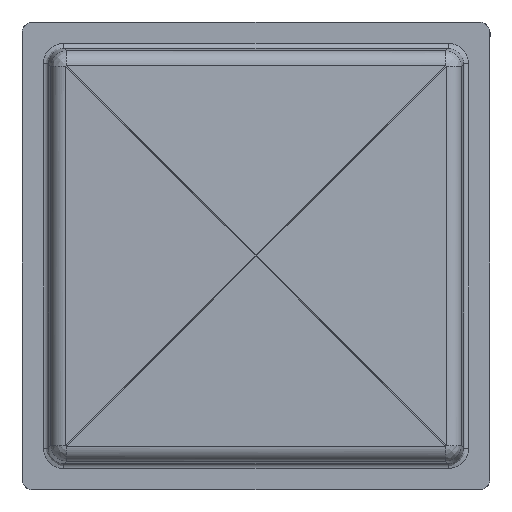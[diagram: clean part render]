
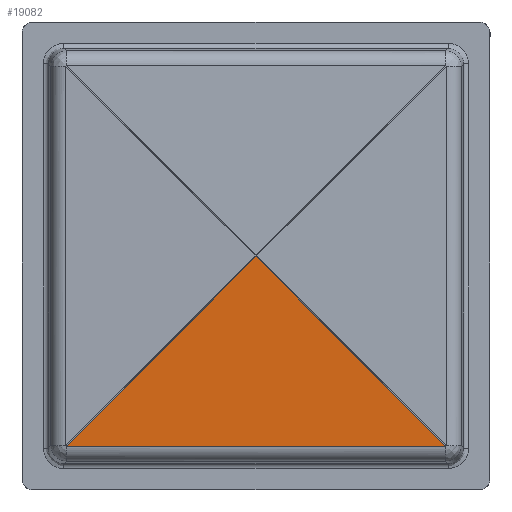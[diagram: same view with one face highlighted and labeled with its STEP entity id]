
A CAD part, top view. The second image highlights one B-rep face of the part: STEP entity #19082.
In plain terms, the highlighted cylindrical face has radius 3837.2 mm (diameter 7674.4 mm), a partial arc.
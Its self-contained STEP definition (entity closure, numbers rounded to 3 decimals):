
#724 = CYLINDRICAL_SURFACE ( 'NONE', #180901, 3837.2 ) ;
#784 = CARTESIAN_POINT ( 'NONE',  ( 1918.873, 2755.686, 34.765 ) ) ;
#2628 = DIRECTION ( 'NONE',  ( -1., 0., 0. ) ) ;
#4322 = VERTEX_POINT ( 'NONE', #30401 ) ;
#14246 = CARTESIAN_POINT ( 'NONE',  ( 1676.057, 2818.577, 36.734 ) ) ;
#18625 = CARTESIAN_POINT ( 'NONE',  ( 1786.176, 2888.896, 37.8 ) ) ;
#19082 = ADVANCED_FACE ( 'NONE', ( #37509 ), #724, .T. ) ;
#19724 = CARTESIAN_POINT ( 'NONE',  ( 1856.521, 2818.279, 36.727 ) ) ;
#21102 = EDGE_LOOP ( 'NONE', ( #110733, #114938, #178777 ) ) ;
#25776 = CARTESIAN_POINT ( 'NONE',  ( 1686.786, 2829.348, 36.974 ) ) ;
#30401 = CARTESIAN_POINT ( 'NONE',  ( 1766.141, 2909.009, 37.8 ) ) ;
#32084 = CARTESIAN_POINT ( 'NONE',  ( 1746.105, 2888.896, 37.8 ) ) ;
#33187 = CARTESIAN_POINT ( 'NONE',  ( 1585.886, 2728.057, 33.531 ) ) ;
#33215 = B_SPLINE_CURVE_WITH_KNOTS ( 'NONE', 3,
 ( #93841, #32084, #134744, #151456, #202796, #129527, #25776, #49934, #94939, #76004, #219513, #110575, #184942, #100149, #14246, #195381, #117997, #150356, #186044, #218411, #161902, #201689, #43610, #33187 ),
 .UNSPECIFIED., .F., .F.,
 ( 4, 2, 2, 2, 1, 1, 1, 1, 1, 1, 1, 1, 1, 1, 2, 2, 4 ),
 ( 0., 0.25, 0.375, 0.438, 0.469, 0.484, 0.492, 0.496, 0.498, 0.499, 0.5, 0.5, 0.5, 0.5, 0.5, 0.5, 1. ),
 .UNSPECIFIED. ) ;
#35362 = CARTESIAN_POINT ( 'NONE',  ( 1856.307, 2818.494, 36.732 ) ) ;
#37509 = FACE_OUTER_BOUND ( 'NONE', #21102, .T. ) ;
#43610 = CARTESIAN_POINT ( 'NONE',  ( 1612.572, 2754.846, 34.796 ) ) ;
#46867 = CARTESIAN_POINT ( 'NONE',  ( 1858.116, 2816.678, 36.689 ) ) ;
#47966 = CARTESIAN_POINT ( 'NONE',  ( 1856.35, 2818.451, 36.731 ) ) ;
#49934 = CARTESIAN_POINT ( 'NONE',  ( 1682.561, 2825.106, 36.883 ) ) ;
#51619 = VECTOR ( 'NONE', #2628, 1000. ) ;
#52117 = CARTESIAN_POINT ( 'NONE',  ( 1863.55, 2811.223, 36.555 ) ) ;
#55299 = B_SPLINE_CURVE_WITH_KNOTS ( 'NONE', 3,
 ( #200831, #154738, #784, #189330, #69956, #103428, #204970, #52117, #116029, #46867, #99289, #165138, #19724, #120181, #47966, #131683, #35362, #182983, #80340, #171478, #167348, #148401, #188227, #18625, #147301 ),
 .UNSPECIFIED., .F., .F.,
 ( 4, 2, 2, 1, 1, 1, 1, 1, 1, 1, 1, 1, 1, 1, 2, 2, 2, 4 ),
 ( 0., 0.25, 0.375, 0.438, 0.469, 0.484, 0.492, 0.496, 0.498, 0.499, 0.5, 0.5, 0.5, 0.5, 0.5, 0.5, 0.75, 1. ),
 .UNSPECIFIED. ) ;
#69956 = CARTESIAN_POINT ( 'NONE',  ( 1888.629, 2786.047, 35.838 ) ) ;
#76004 = CARTESIAN_POINT ( 'NONE',  ( 1678.213, 2820.742, 36.785 ) ) ;
#77196 = VERTEX_POINT ( 'NONE', #80314 ) ;
#80314 = CARTESIAN_POINT ( 'NONE',  ( 1585.886, 2728.057, 33.531 ) ) ;
#80340 = CARTESIAN_POINT ( 'NONE',  ( 1856.297, 2818.504, 36.733 ) ) ;
#93841 = CARTESIAN_POINT ( 'NONE',  ( 1766.141, 2909.009, 37.8 ) ) ;
#94939 = CARTESIAN_POINT ( 'NONE',  ( 1680.507, 2823.044, 36.837 ) ) ;
#99289 = CARTESIAN_POINT ( 'NONE',  ( 1857.205, 2817.592, 36.711 ) ) ;
#99720 = VERTEX_POINT ( 'NONE', #130486 ) ;
#100149 = CARTESIAN_POINT ( 'NONE',  ( 1676.125, 2818.646, 36.736 ) ) ;
#103428 = CARTESIAN_POINT ( 'NONE',  ( 1876.739, 2797.983, 36.196 ) ) ;
#105574 = DIRECTION ( 'NONE',  ( 0., 0., -1. ) ) ;
#110575 = CARTESIAN_POINT ( 'NONE',  ( 1676.538, 2819.06, 36.746 ) ) ;
#110733 = ORIENTED_EDGE ( 'NONE', *, *, #195690, .T. ) ;
#114938 = ORIENTED_EDGE ( 'NONE', *, *, #161429, .F. ) ;
#116029 = CARTESIAN_POINT ( 'NONE',  ( 1859.933, 2814.854, 36.645 ) ) ;
#117997 = CARTESIAN_POINT ( 'NONE',  ( 1676.005, 2818.525, 36.733 ) ) ;
#120181 = CARTESIAN_POINT ( 'NONE',  ( 1856.407, 2818.393, 36.73 ) ) ;
#129527 = CARTESIAN_POINT ( 'NONE',  ( 1689.76, 2832.333, 37.035 ) ) ;
#130486 = CARTESIAN_POINT ( 'NONE',  ( 1946.396, 2728.057, 33.531 ) ) ;
#131683 = CARTESIAN_POINT ( 'NONE',  ( 1856.322, 2818.479, 36.732 ) ) ;
#132703 = EDGE_CURVE ( 'NONE', #99720, #4322, #55299, .T. ) ;
#134744 = CARTESIAN_POINT ( 'NONE',  ( 1728.575, 2871.297, 37.644 ) ) ;
#136847 = CARTESIAN_POINT ( 'NONE',  ( 1516.913, 2909.009, -3799.4 ) ) ;
#147301 = CARTESIAN_POINT ( 'NONE',  ( 1766.141, 2909.009, 37.8 ) ) ;
#148401 = CARTESIAN_POINT ( 'NONE',  ( 1833.758, 2841.13, 37.229 ) ) ;
#150356 = CARTESIAN_POINT ( 'NONE',  ( 1675.997, 2818.517, 36.733 ) ) ;
#151456 = CARTESIAN_POINT ( 'NONE',  ( 1706.037, 2848.672, 37.333 ) ) ;
#154738 = CARTESIAN_POINT ( 'NONE',  ( 1933.053, 2741.452, 34.163 ) ) ;
#161429 = EDGE_CURVE ( 'NONE', #99720, #77196, #190076, .T. ) ;
#161902 = CARTESIAN_POINT ( 'NONE',  ( 1675.99, 2818.51, 36.733 ) ) ;
#165138 = CARTESIAN_POINT ( 'NONE',  ( 1856.749, 2818.05, 36.722 ) ) ;
#167348 = CARTESIAN_POINT ( 'NONE',  ( 1846.278, 2828.562, 36.97 ) ) ;
#169217 = DIRECTION ( 'NONE',  ( 1., 0., 0. ) ) ;
#171478 = CARTESIAN_POINT ( 'NONE',  ( 1856.294, 2818.507, 36.733 ) ) ;
#178777 = ORIENTED_EDGE ( 'NONE', *, *, #132703, .T. ) ;
#180901 = AXIS2_PLACEMENT_3D ( 'NONE', #136847, #169217, #105574 ) ;
#182983 = CARTESIAN_POINT ( 'NONE',  ( 1856.301, 2818.5, 36.732 ) ) ;
#184942 = CARTESIAN_POINT ( 'NONE',  ( 1676.263, 2818.783, 36.739 ) ) ;
#186044 = CARTESIAN_POINT ( 'NONE',  ( 1675.993, 2818.513, 36.733 ) ) ;
#188227 = CARTESIAN_POINT ( 'NONE',  ( 1803.707, 2871.297, 37.644 ) ) ;
#189330 = CARTESIAN_POINT ( 'NONE',  ( 1896.347, 2778.299, 35.581 ) ) ;
#190076 = LINE ( 'NONE', #193371, #51619 ) ;
#193371 = CARTESIAN_POINT ( 'NONE',  ( 1516.913, 2728.057, 33.531 ) ) ;
#195381 = CARTESIAN_POINT ( 'NONE',  ( 1676.022, 2818.542, 36.733 ) ) ;
#195690 = EDGE_CURVE ( 'NONE', #4322, #77196, #33215, .T. ) ;
#200831 = CARTESIAN_POINT ( 'NONE',  ( 1946.396, 2728.057, 33.531 ) ) ;
#201689 = CARTESIAN_POINT ( 'NONE',  ( 1642.606, 2784.997, 35.942 ) ) ;
#202796 = CARTESIAN_POINT ( 'NONE',  ( 1699.15, 2841.759, 37.216 ) ) ;
#204970 = CARTESIAN_POINT ( 'NONE',  ( 1870.715, 2804.03, 36.368 ) ) ;
#218411 = CARTESIAN_POINT ( 'NONE',  ( 1675.991, 2818.51, 36.733 ) ) ;
#219513 = CARTESIAN_POINT ( 'NONE',  ( 1677.092, 2819.616, 36.759 ) ) ;
